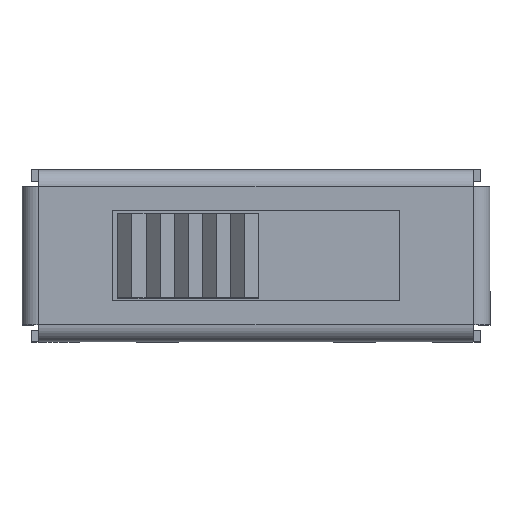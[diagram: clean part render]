
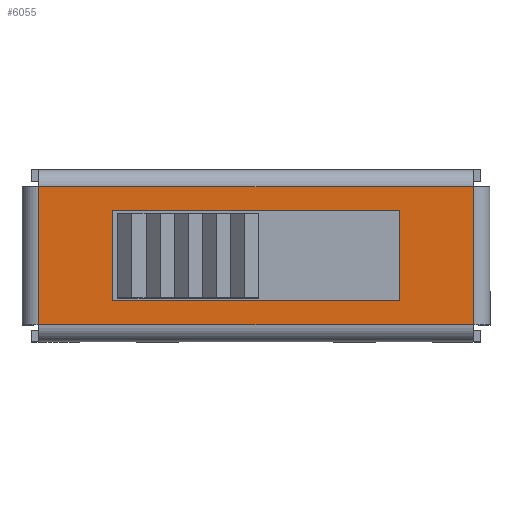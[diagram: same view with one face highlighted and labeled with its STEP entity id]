
A CAD part, top view. The second image highlights one B-rep face of the part: STEP entity #6055.
In plain terms, the highlighted planar face has unit normal (0, 0, 1).
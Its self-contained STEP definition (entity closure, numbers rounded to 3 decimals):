
#65 = VECTOR ( 'NONE', #18073, 1000. ) ;
#70 = EDGE_CURVE ( 'NONE', #8419, #11332, #16416, .T. ) ;
#527 = ORIENTED_EDGE ( 'NONE', *, *, #1368, .F. ) ;
#856 = DIRECTION ( 'NONE',  ( 1., 0., 0. ) ) ;
#1030 = VERTEX_POINT ( 'NONE', #14584 ) ;
#1112 = CARTESIAN_POINT ( 'NONE',  ( -5.1, 1.6, 5.5 ) ) ;
#1296 = EDGE_CURVE ( 'NONE', #21957, #3233, #5957, .T. ) ;
#1301 = VECTOR ( 'NONE', #8088, 1000. ) ;
#1368 = EDGE_CURVE ( 'NONE', #3233, #8428, #5049, .T. ) ;
#1493 = ORIENTED_EDGE ( 'NONE', *, *, #70, .T. ) ;
#2028 = VERTEX_POINT ( 'NONE', #18834 ) ;
#2071 = CARTESIAN_POINT ( 'NONE',  ( 5.1, 1.6, 5.5 ) ) ;
#2092 = DIRECTION ( 'NONE',  ( 0., 0., 1. ) ) ;
#2206 = CARTESIAN_POINT ( 'NONE',  ( 7.7, -2.45, 5.5 ) ) ;
#2842 = LINE ( 'NONE', #21888, #5865 ) ;
#3233 = VERTEX_POINT ( 'NONE', #7802 ) ;
#3423 = LINE ( 'NONE', #18911, #21138 ) ;
#3627 = DIRECTION ( 'NONE',  ( -1., 0., 0. ) ) ;
#3794 = CARTESIAN_POINT ( 'NONE',  ( 7.7, 2.45, 5.5 ) ) ;
#3883 = CARTESIAN_POINT ( 'NONE',  ( 0., 0., 5.5 ) ) ;
#5049 = LINE ( 'NONE', #18441, #14897 ) ;
#5098 = ORIENTED_EDGE ( 'NONE', *, *, #8896, .F. ) ;
#5208 = VECTOR ( 'NONE', #12026, 1000. ) ;
#5865 = VECTOR ( 'NONE', #11454, 1000. ) ;
#5878 = ORIENTED_EDGE ( 'NONE', *, *, #9182, .T. ) ;
#5957 = LINE ( 'NONE', #1112, #1301 ) ;
#6055 = ADVANCED_FACE ( 'NONE', ( #17145, #20380 ), #12279, .T. ) ;
#6984 = VERTEX_POINT ( 'NONE', #2206 ) ;
#7102 = LINE ( 'NONE', #2071, #8716 ) ;
#7299 = EDGE_CURVE ( 'NONE', #8428, #1030, #7102, .T. ) ;
#7802 = CARTESIAN_POINT ( 'NONE',  ( -5.1, -1.6, 5.5 ) ) ;
#8088 = DIRECTION ( 'NONE',  ( 0., -1., 0. ) ) ;
#8419 = VERTEX_POINT ( 'NONE', #3794 ) ;
#8428 = VERTEX_POINT ( 'NONE', #12948 ) ;
#8716 = VECTOR ( 'NONE', #8909, 1000. ) ;
#8896 = EDGE_CURVE ( 'NONE', #1030, #21957, #3423, .T. ) ;
#8909 = DIRECTION ( 'NONE',  ( 0., 1., 0. ) ) ;
#8971 = ORIENTED_EDGE ( 'NONE', *, *, #11201, .T. ) ;
#9182 = EDGE_CURVE ( 'NONE', #6984, #8419, #2842, .T. ) ;
#9744 = CARTESIAN_POINT ( 'NONE',  ( 8.3, 2.45, 5.5 ) ) ;
#11090 = LINE ( 'NONE', #14285, #12661 ) ;
#11201 = EDGE_CURVE ( 'NONE', #11332, #2028, #17241, .T. ) ;
#11332 = VERTEX_POINT ( 'NONE', #11569 ) ;
#11404 = CARTESIAN_POINT ( 'NONE',  ( -5.1, 1.6, 5.5 ) ) ;
#11454 = DIRECTION ( 'NONE',  ( 0., 1., 0. ) ) ;
#11569 = CARTESIAN_POINT ( 'NONE',  ( -7.7, 2.45, 5.5 ) ) ;
#11870 = DIRECTION ( 'NONE',  ( 1., 0., 0. ) ) ;
#11950 = DIRECTION ( 'NONE',  ( 1., 0., 0. ) ) ;
#12026 = DIRECTION ( 'NONE',  ( 0., -1., 0. ) ) ;
#12279 = PLANE ( 'NONE',  #19125 ) ;
#12661 = VECTOR ( 'NONE', #856, 1000. ) ;
#12948 = CARTESIAN_POINT ( 'NONE',  ( 5.1, -1.6, 5.5 ) ) ;
#14285 = CARTESIAN_POINT ( 'NONE',  ( -8.3, -2.45, 5.5 ) ) ;
#14584 = CARTESIAN_POINT ( 'NONE',  ( 5.1, 1.6, 5.5 ) ) ;
#14897 = VECTOR ( 'NONE', #11870, 1000. ) ;
#15007 = EDGE_CURVE ( 'NONE', #2028, #6984, #11090, .T. ) ;
#15148 = ORIENTED_EDGE ( 'NONE', *, *, #15007, .T. ) ;
#15259 = CARTESIAN_POINT ( 'NONE',  ( -7.7, 2.45, 5.5 ) ) ;
#15653 = EDGE_LOOP ( 'NONE', ( #16074, #527, #19306, #5098 ) ) ;
#16074 = ORIENTED_EDGE ( 'NONE', *, *, #7299, .F. ) ;
#16416 = LINE ( 'NONE', #9744, #65 ) ;
#16872 = EDGE_LOOP ( 'NONE', ( #1493, #8971, #15148, #5878 ) ) ;
#17145 = FACE_BOUND ( 'NONE', #15653, .T. ) ;
#17241 = LINE ( 'NONE', #15259, #5208 ) ;
#18073 = DIRECTION ( 'NONE',  ( -1., 0., 0. ) ) ;
#18441 = CARTESIAN_POINT ( 'NONE',  ( -5.1, -1.6, 5.5 ) ) ;
#18834 = CARTESIAN_POINT ( 'NONE',  ( -7.7, -2.45, 5.5 ) ) ;
#18911 = CARTESIAN_POINT ( 'NONE',  ( -5.1, 1.6, 5.5 ) ) ;
#19125 = AXIS2_PLACEMENT_3D ( 'NONE', #3883, #2092, #11950 ) ;
#19306 = ORIENTED_EDGE ( 'NONE', *, *, #1296, .F. ) ;
#20380 = FACE_OUTER_BOUND ( 'NONE', #16872, .T. ) ;
#21138 = VECTOR ( 'NONE', #3627, 1000. ) ;
#21888 = CARTESIAN_POINT ( 'NONE',  ( 7.7, -2.45, 5.5 ) ) ;
#21957 = VERTEX_POINT ( 'NONE', #11404 ) ;
